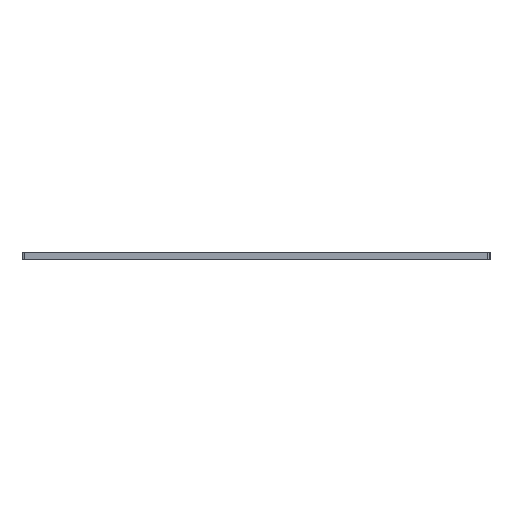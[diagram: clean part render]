
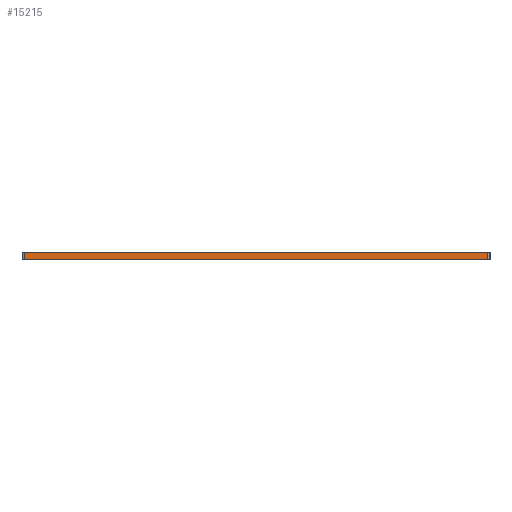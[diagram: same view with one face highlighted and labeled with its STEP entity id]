
A CAD part, left-side view. The second image highlights one B-rep face of the part: STEP entity #15215.
In plain terms, the highlighted planar face has unit normal (-1, 0, 0).
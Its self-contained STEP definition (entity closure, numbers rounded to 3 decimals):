
#563=PLANE('',#16705);
#1307=FACE_OUTER_BOUND('',#2223,.T.);
#2223=EDGE_LOOP('',(#14099,#14100,#14101,#14102));
#2237=LINE('',#21207,#3731);
#2609=LINE('',#22667,#4103);
#2992=LINE('',#24154,#4486);
#2993=LINE('',#24156,#4487);
#3731=VECTOR('',#16749,10.);
#4103=VECTOR('',#17845,10.);
#4486=VECTOR('',#18970,10.);
#4487=VECTOR('',#18973,10.);
#5968=VERTEX_POINT('',#21204);
#5969=VERTEX_POINT('',#21206);
#6694=VERTEX_POINT('',#22664);
#6695=VERTEX_POINT('',#22666);
#7453=EDGE_CURVE('',#5968,#5969,#2237,.T.);
#8183=EDGE_CURVE('',#6695,#6694,#2609,.T.);
#8928=EDGE_CURVE('',#6695,#5968,#2992,.T.);
#8929=EDGE_CURVE('',#5969,#6694,#2993,.T.);
#14099=ORIENTED_EDGE('',*,*,#8928,.F.);
#14100=ORIENTED_EDGE('',*,*,#8183,.T.);
#14101=ORIENTED_EDGE('',*,*,#8929,.F.);
#14102=ORIENTED_EDGE('',*,*,#7453,.F.);
#15215=ADVANCED_FACE('',(#1307),#563,.T.);
#16705=AXIS2_PLACEMENT_3D('',#25608,#21151,#21152);
#16749=DIRECTION('',(0.,-1.,0.));
#17845=DIRECTION('',(0.,-1.,0.));
#18970=DIRECTION('',(0.,0.,1.));
#18973=DIRECTION('',(0.,0.,-1.));
#21151=DIRECTION('center_axis',(-1.,0.,0.));
#21152=DIRECTION('ref_axis',(0.,-1.,0.));
#21204=CARTESIAN_POINT('',(0.,-0.5,1.5));
#21206=CARTESIAN_POINT('',(0.,-94.75,1.5));
#21207=CARTESIAN_POINT('',(0.,0.,1.5));
#22664=CARTESIAN_POINT('',(0.,-94.75,0.));
#22666=CARTESIAN_POINT('',(0.,-0.5,0.));
#22667=CARTESIAN_POINT('',(0.,0.,0.));
#24154=CARTESIAN_POINT('',(0.,-0.5,0.));
#24156=CARTESIAN_POINT('',(0.,-94.75,0.));
#25608=CARTESIAN_POINT('Origin',(0.,0.,0.));
